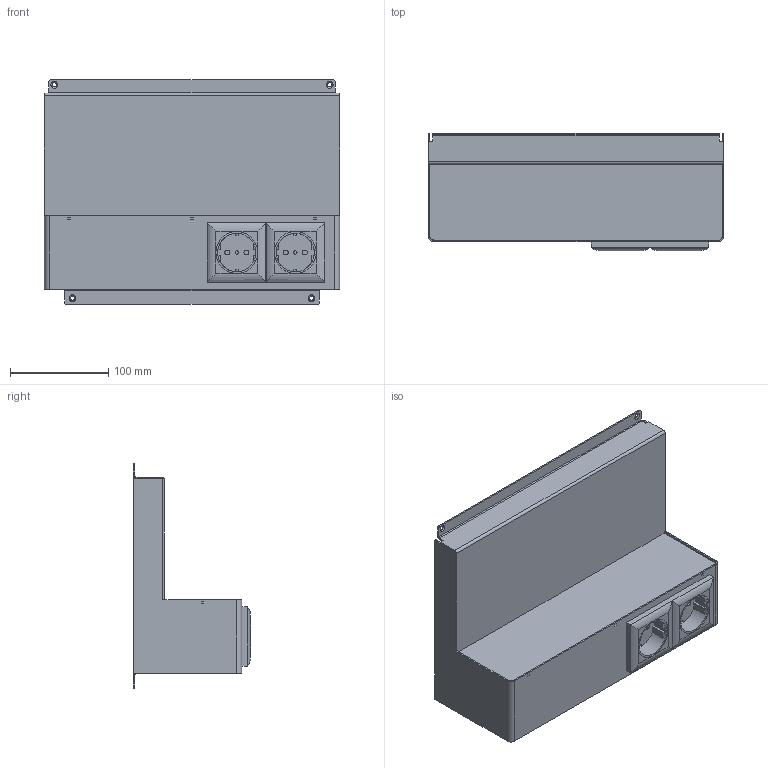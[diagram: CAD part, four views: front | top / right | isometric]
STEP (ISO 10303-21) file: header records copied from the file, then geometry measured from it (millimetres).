
FILE_DESCRIPTION(/* description */ ('Unknown'),/* implementation_level */ '2;1');
FILE_NAME(/* name */ 'Powerbox-Mec',/* time_stamp */ '2025-08-19T06:47:28+02:00',/* author */ ('Unknown'),/* organization */ ('Unknown'),/* preprocessor_version */ 'ST-DEVELOPER v20',/* originating_system */ 'Solid Edge',/* authorisation */ 'Unknown');
FILE_SCHEMA (('AUTOMOTIVE_DESIGN {1 0 10303 214 3 1 1}'));
Length unit declared in the file: millimetre
Products named in the file (6): Powerbox-Mec; Winkel f黵 Powerbox MEC; Manschette f黵 Powerbox MEC; Abdeckung f黵 Powerbox; Steckdose; Rahmen Steckdose
Assembly tree (6 placements, depth 2):
  Powerbox-Mec
    Winkel f黵 Powerbox MEC
    Manschette f黵 Powerbox MEC
    Abdeckung f黵 Powerbox
    Steckdose  x2
    Rahmen Steckdose
Bounding box: 300 x 119 x 228 mm (x, y, z)
Volume: 280963.7 mm3; surface area: 352451.8 mm2
Topology: 6 solids, 6 shells, 395 faces, 1070 edges, 694 vertices
Faces by surface type: plane 273, cylinder 102, cone 20
Full cylindrical faces by diameter (mm): 2.5 x8, 3.5 x2, 4 x8, 4.4 x4, 5 x4, 39 x2, 42.5 x4, 42.6 x2
Entity records: 9721 total; most frequent: CARTESIAN_POINT 1728, ORIENTED_EDGE 1610, DIRECTION 1591, EDGE_CURVE 805, LINE 601, VECTOR 601, VERTEX_POINT 540, AXIS2_PLACEMENT_3D 495
